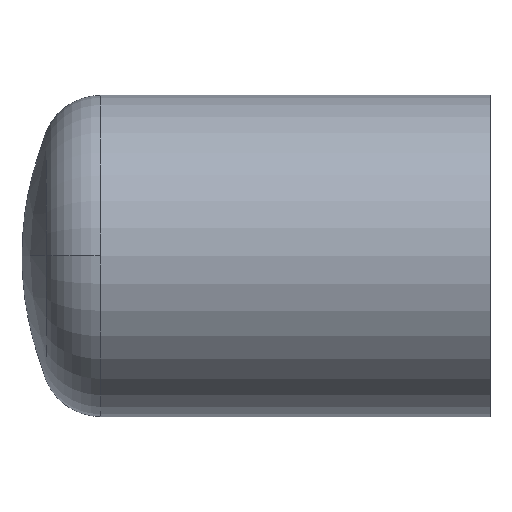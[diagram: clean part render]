
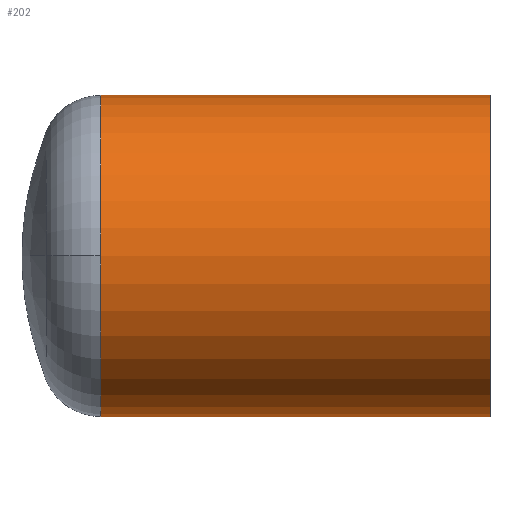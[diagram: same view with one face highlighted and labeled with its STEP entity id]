
A CAD part, top view. The second image highlights one B-rep face of the part: STEP entity #202.
In plain terms, the highlighted cylindrical face has radius 25 mm (diameter 50 mm), a partial arc.
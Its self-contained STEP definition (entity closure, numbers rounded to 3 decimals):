
#88 = EDGE_CURVE( '', #136, #112, #224, .T. );
#96 = VERTEX_POINT( '', #233 );
#100 = VERTEX_POINT( '', #238 );
#112 = VERTEX_POINT( '', #250 );
#116 = VERTEX_POINT( '', #255 );
#136 = VERTEX_POINT( '', #279 );
#144 = EDGE_CURVE( '', #116, #96, #289, .T. );
#150 = EDGE_CURVE( '', #96, #112, #296, .T. );
#154 = EDGE_CURVE( '', #100, #116, #300, .T. );
#184 = EDGE_CURVE( '', #100, #136, #333, .T. );
#202 = ADVANCED_FACE( '', ( #351 ), #352, .T. );
#224 = CIRCLE( '', #365, 25. );
#233 = CARTESIAN_POINT( '', ( 0., 25., 0. ) );
#238 = CARTESIAN_POINT( '', ( -60.616, -25., 0. ) );
#250 = CARTESIAN_POINT( '', ( -60.616, 25., 0. ) );
#255 = CARTESIAN_POINT( '', ( 0., -25., 0. ) );
#279 = CARTESIAN_POINT( '', ( -60.616, 0., 25. ) );
#289 = CIRCLE( '', #440, 25. );
#296 = LINE( '', #448, #449 );
#300 = LINE( '', #455, #456 );
#333 = CIRCLE( '', #497, 25. );
#351 = FACE_OUTER_BOUND( '', #522, .T. );
#352 = CYLINDRICAL_SURFACE( '', #523, 25. );
#365 = AXIS2_PLACEMENT_3D( '', #525, #526, #527 );
#440 = AXIS2_PLACEMENT_3D( '', #625, #626, #627 );
#448 = CARTESIAN_POINT( '', ( -30.308, 25., 0. ) );
#449 = VECTOR( '', #634, 1. );
#455 = CARTESIAN_POINT( '', ( -30.308, -25., 0. ) );
#456 = VECTOR( '', #638, 1. );
#497 = AXIS2_PLACEMENT_3D( '', #687, #688, #689 );
#522 = EDGE_LOOP( '', ( #702, #703, #704, #705, #706 ) );
#523 = AXIS2_PLACEMENT_3D( '', #707, #708, #709 );
#525 = CARTESIAN_POINT( '', ( -60.616, 0., 0. ) );
#526 = DIRECTION( '', ( -1., 0., 0. ) );
#527 = DIRECTION( '', ( 0., 1., 0. ) );
#625 = CARTESIAN_POINT( '', ( 0., 0., 0. ) );
#626 = DIRECTION( '', ( -1., 0., 0. ) );
#627 = DIRECTION( '', ( 0., 1., 0. ) );
#634 = DIRECTION( '', ( -1., 0., 0. ) );
#638 = DIRECTION( '', ( 1., 0., 0. ) );
#687 = CARTESIAN_POINT( '', ( -60.616, 0., 0. ) );
#688 = DIRECTION( '', ( -1., 0., 0. ) );
#689 = DIRECTION( '', ( 0., 1., 0. ) );
#702 = ORIENTED_EDGE( '', *, *, #150, .T. );
#703 = ORIENTED_EDGE( '', *, *, #88, .F. );
#704 = ORIENTED_EDGE( '', *, *, #184, .F. );
#705 = ORIENTED_EDGE( '', *, *, #154, .T. );
#706 = ORIENTED_EDGE( '', *, *, #144, .T. );
#707 = CARTESIAN_POINT( '', ( -30.308, 0., 0. ) );
#708 = DIRECTION( '', ( 1., 0., 0. ) );
#709 = DIRECTION( '', ( 0., 1., 0. ) );
